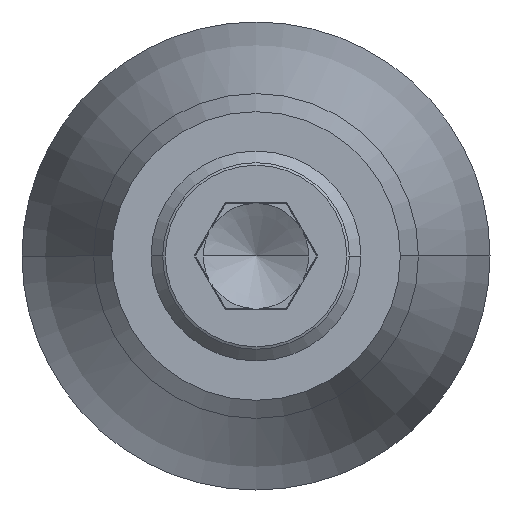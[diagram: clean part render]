
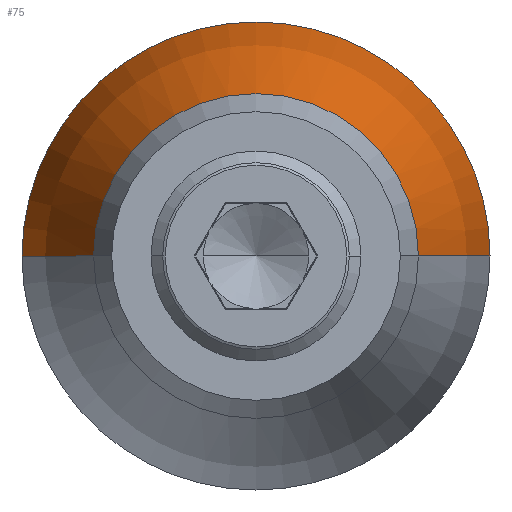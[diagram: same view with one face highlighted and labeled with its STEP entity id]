
A CAD part, left-side view. The second image highlights one B-rep face of the part: STEP entity #75.
In plain terms, the highlighted toroidal (fillet/blend) face has major radius 50 mm and minor radius 68 mm.
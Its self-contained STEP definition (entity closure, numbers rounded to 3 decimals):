
#75=ADVANCED_FACE('',(#184),#185,.T.);
#184=FACE_OUTER_BOUND('',#330,.T.);
#185=TOROIDAL_SURFACE('',#331,-50.0,68.);
#330=EDGE_LOOP('',(#484,#485,#486,#487));
#331=AXIS2_PLACEMENT_3D('',#488,#489,#490);
#484=ORIENTED_EDGE('',*,*,#838,.F.);
#485=ORIENTED_EDGE('',*,*,#828,.T.);
#486=ORIENTED_EDGE('',*,*,#839,.F.);
#487=ORIENTED_EDGE('',*,*,#836,.F.);
#488=CARTESIAN_POINT('',(70.057,0.,0.));
#489=DIRECTION('',(1.0,0.0,0.0));
#490=DIRECTION('',(0.0,1.0,0.));
#828=EDGE_CURVE('',#970,#968,#971,.T.);
#836=EDGE_CURVE('',#980,#978,#982,.T.);
#838=EDGE_CURVE('',#970,#980,#984,.T.);
#839=EDGE_CURVE('',#978,#968,#985,.T.);
#968=VERTEX_POINT('',#1165);
#970=VERTEX_POINT('',#1167);
#971=CIRCLE('',#1168,12.381);
#978=VERTEX_POINT('',#1175);
#980=VERTEX_POINT('',#1177);
#982=CIRCLE('',#1179,5.738);
#984=CIRCLE('',#1181,68.);
#985=CIRCLE('',#1182,68.);
#1165=CARTESIAN_POINT('',(42.99,-12.381,0.));
#1167=CARTESIAN_POINT('',(42.99,12.381,0.));
#1168=AXIS2_PLACEMENT_3D('',#1568,#1569,#1570);
#1175=CARTESIAN_POINT('',(109.01,-5.738,0.));
#1177=CARTESIAN_POINT('',(109.01,5.738,0.));
#1179=AXIS2_PLACEMENT_3D('',#1586,#1587,#1588);
#1181=AXIS2_PLACEMENT_3D('',#1589,#1590,#1591);
#1182=AXIS2_PLACEMENT_3D('',#1592,#1593,#1594);
#1568=CARTESIAN_POINT('',(42.99,0.,0.));
#1569=DIRECTION('',(1.0,0.0,-0.0));
#1570=DIRECTION('',(0.0,1.0,0.));
#1586=CARTESIAN_POINT('',(109.01,0.,0.));
#1587=DIRECTION('',(1.0,0.0,-0.0));
#1588=DIRECTION('',(0.0,1.0,0.));
#1589=CARTESIAN_POINT('',(70.057,-50.,0.));
#1590=DIRECTION('',(0.0,0.,-1.0));
#1591=DIRECTION('',(-0.0,1.0,0.));
#1592=CARTESIAN_POINT('',(70.057,50.,0.));
#1593=DIRECTION('',(0.0,0.,-1.0));
#1594=DIRECTION('',(0.0,-1.0,0.));
